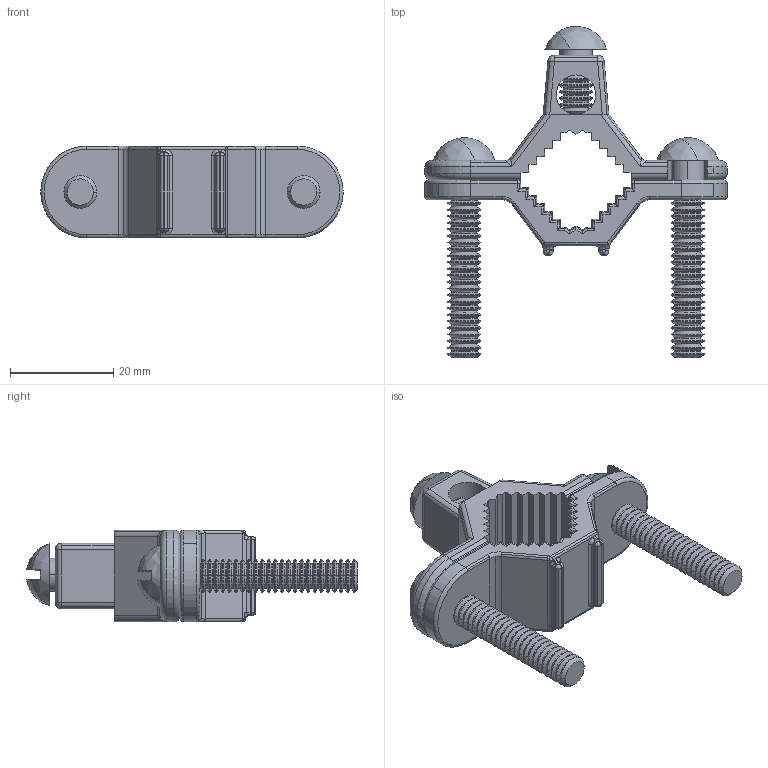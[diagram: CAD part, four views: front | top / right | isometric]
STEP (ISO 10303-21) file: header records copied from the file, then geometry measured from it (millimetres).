
FILE_DESCRIPTION (( 'STEP AP214' ), '1' );
FILE_NAME ('J-1.STEP', '2019-07-30T15:31:08', ( '' ), ( '' ), 'SwSTEP 2.0', 'SolidWorks 2019', '' );
FILE_SCHEMA (( 'AUTOMOTIVE_DESIGN' ));
Length unit declared in the file: inch
Products named in the file (11): UPPER^6110-0002; LARGE SCREW^6110-0002; LOWER^6110-0002; J-1; 6110-0002; SMALL SCREW^6110-0002
Assembly tree (6 placements, depth 3):
  UPPER^6110-0002
  LARGE SCREW^6110-0002
  J-1
    6110-0002
      UPPER^6110-0002
      LOWER^6110-0002
      SMALL SCREW^6110-0002
      LARGE SCREW^6110-0002  x2
  LOWER^6110-0002
  LARGE SCREW^6110-0002
Bounding box: 58.4 x 63.98 x 17.78 mm (x, y, z)
Volume: 12446 mm3; surface area: 10044.9 mm2
Topology: 5 solids, 5 shells, 910 faces, 2226 edges, 1305 vertices
Faces by surface type: cylinder 385, cone 240, bspline 140, plane 111, torus 24, sphere 10
Entity records: 21977 total; most frequent: CARTESIAN_POINT 5807, DIRECTION 3468, ORIENTED_EDGE 3354, EDGE_CURVE 1677, AXIS2_PLACEMENT_3D 1366, VERTEX_POINT 987, CIRCLE 745, VECTOR 736
